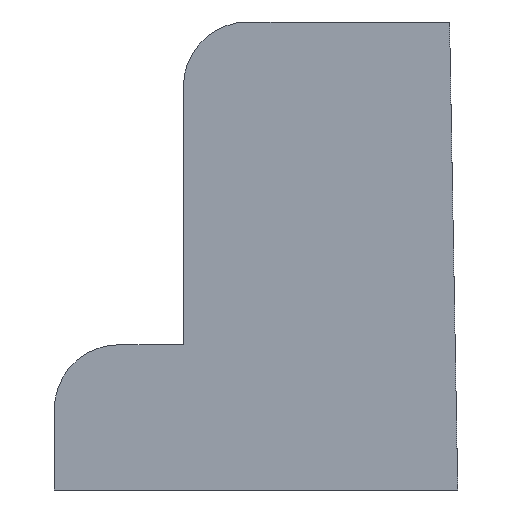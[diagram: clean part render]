
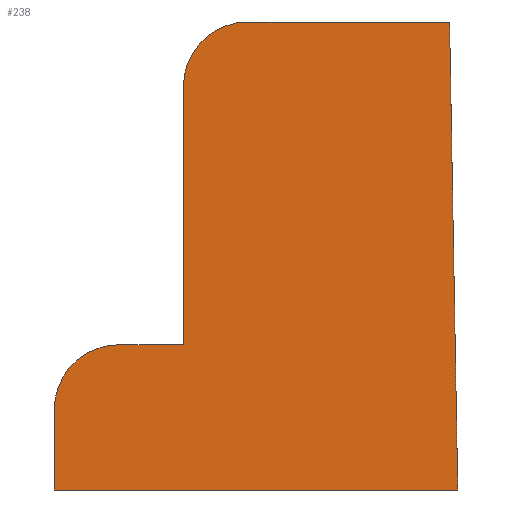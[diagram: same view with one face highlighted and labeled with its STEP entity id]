
A CAD part, front view. The second image highlights one B-rep face of the part: STEP entity #238.
In plain terms, the highlighted planar face has unit normal (0, -1, 0).
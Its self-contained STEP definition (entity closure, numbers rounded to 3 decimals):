
#67 = EDGE_CURVE('',#68,#70,#72,.T.);
#68 = VERTEX_POINT('',#69);
#69 = CARTESIAN_POINT('',(25.,0.,1.));
#70 = VERTEX_POINT('',#71);
#71 = CARTESIAN_POINT('',(24.494,0.,30.));
#72 = LINE('',#73,#74);
#73 = CARTESIAN_POINT('',(25.,0.,1.));
#74 = VECTOR('',#75,1.);
#75 = DIRECTION('',(-0.017,0.,1.));
#238 = ADVANCED_FACE('',(#239),#298,.F.);
#239 = FACE_BOUND('',#240,.F.);
#240 = EDGE_LOOP('',(#241,#252,#258,#259,#267,#275,#284,#292));
#241 = ORIENTED_EDGE('',*,*,#242,.F.);
#242 = EDGE_CURVE('',#243,#245,#247,.T.);
#243 = VERTEX_POINT('',#244);
#244 = CARTESIAN_POINT('',(12.,0.,30.));
#245 = VERTEX_POINT('',#246);
#246 = CARTESIAN_POINT('',(8.,0.,26.));
#247 = CIRCLE('',#248,4.);
#248 = AXIS2_PLACEMENT_3D('',#249,#250,#251);
#249 = CARTESIAN_POINT('',(12.,0.,26.));
#250 = DIRECTION('',(0.,-1.,0.));
#251 = DIRECTION('',(0.,0.,1.));
#252 = ORIENTED_EDGE('',*,*,#253,.T.);
#253 = EDGE_CURVE('',#243,#70,#254,.T.);
#254 = LINE('',#255,#256);
#255 = CARTESIAN_POINT('',(0.,0.,30.));
#256 = VECTOR('',#257,1.);
#257 = DIRECTION('',(1.,0.,0.));
#258 = ORIENTED_EDGE('',*,*,#67,.F.);
#259 = ORIENTED_EDGE('',*,*,#260,.F.);
#260 = EDGE_CURVE('',#261,#68,#263,.T.);
#261 = VERTEX_POINT('',#262);
#262 = CARTESIAN_POINT('',(0.,0.,1.));
#263 = LINE('',#264,#265);
#264 = CARTESIAN_POINT('',(0.,0.,1.));
#265 = VECTOR('',#266,1.);
#266 = DIRECTION('',(1.,0.,0.));
#267 = ORIENTED_EDGE('',*,*,#268,.T.);
#268 = EDGE_CURVE('',#261,#269,#271,.T.);
#269 = VERTEX_POINT('',#270);
#270 = CARTESIAN_POINT('',(0.,0.,6.));
#271 = LINE('',#272,#273);
#272 = CARTESIAN_POINT('',(0.,0.,0.));
#273 = VECTOR('',#274,1.);
#274 = DIRECTION('',(0.,0.,1.));
#275 = ORIENTED_EDGE('',*,*,#276,.F.);
#276 = EDGE_CURVE('',#277,#269,#279,.T.);
#277 = VERTEX_POINT('',#278);
#278 = CARTESIAN_POINT('',(4.,0.,10.));
#279 = CIRCLE('',#280,4.);
#280 = AXIS2_PLACEMENT_3D('',#281,#282,#283);
#281 = CARTESIAN_POINT('',(4.,0.,6.));
#282 = DIRECTION('',(0.,-1.,0.));
#283 = DIRECTION('',(0.,0.,1.));
#284 = ORIENTED_EDGE('',*,*,#285,.F.);
#285 = EDGE_CURVE('',#286,#277,#288,.T.);
#286 = VERTEX_POINT('',#287);
#287 = CARTESIAN_POINT('',(8.,0.,10.));
#288 = LINE('',#289,#290);
#289 = CARTESIAN_POINT('',(8.,0.,10.));
#290 = VECTOR('',#291,1.);
#291 = DIRECTION('',(-1.,0.,0.));
#292 = ORIENTED_EDGE('',*,*,#293,.F.);
#293 = EDGE_CURVE('',#245,#286,#294,.T.);
#294 = LINE('',#295,#296);
#295 = CARTESIAN_POINT('',(8.,0.,30.));
#296 = VECTOR('',#297,1.);
#297 = DIRECTION('',(0.,0.,-1.));
#298 = PLANE('',#299);
#299 = AXIS2_PLACEMENT_3D('',#300,#301,#302);
#300 = CARTESIAN_POINT('',(0.,0.,0.));
#301 = DIRECTION('',(0.,1.,0.));
#302 = DIRECTION('',(1.,0.,0.));
